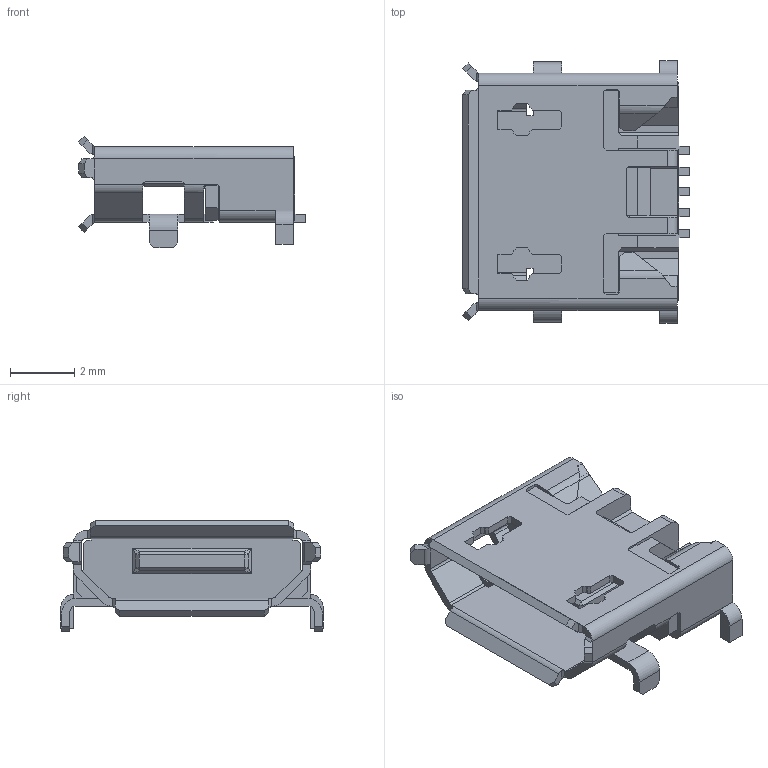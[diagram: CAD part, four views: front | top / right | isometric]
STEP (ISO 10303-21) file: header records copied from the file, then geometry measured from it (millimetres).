
FILE_DESCRIPTION(/* description */ (''),/* implementation_level */ '2;1');
FILE_NAME(/* name */ 'Conn_USB-micro-2.step',/* time_stamp */ '2019-11-07T21:44:51+02:00',/* author */ (''),/* organization */ (''),/* preprocessor_version */ 'ST-DEVELOPER v18',/* originating_system */ 'Autodesk Translation Framework v8.9.1.1155',/* authorisation */ '');
FILE_SCHEMA (('AUTOMOTIVE_DESIGN { 1 0 10303 214 3 1 1 }'));
Length unit declared in the file: millimetre
Products named in the file (2): (Unsaved); Conn_USB-micro-2
Assembly tree (1 placements, depth 2):
  (Unsaved)
    Conn_USB-micro-2
Bounding box: 7.08 x 8.2 x 3.47 mm (x, y, z)
Volume: 58.9 mm3; surface area: 322.8 mm2
Topology: 3 solids, 3 shells, 370 faces, 1070 edges, 696 vertices
Faces by surface type: plane 326, cylinder 44
Entity records: 12397 total; most frequent: ORIENTED_EDGE 2140, CARTESIAN_POINT 2139, DIRECTION 1918, EDGE_CURVE 1070, LINE 968, VECTOR 968, VERTEX_POINT 696, AXIS2_PLACEMENT_3D 475
